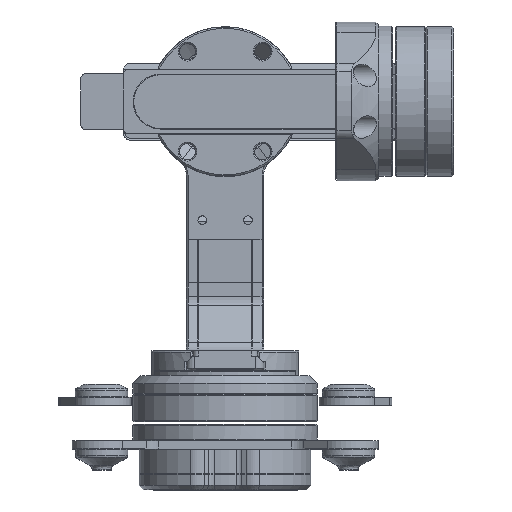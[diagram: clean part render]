
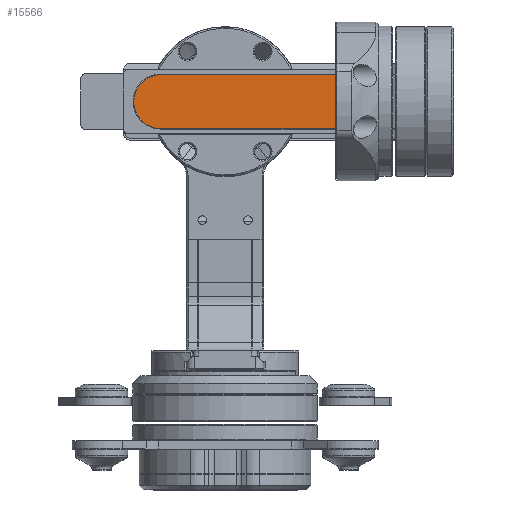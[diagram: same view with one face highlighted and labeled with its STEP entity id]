
A CAD part, top view. The second image highlights one B-rep face of the part: STEP entity #15566.
In plain terms, the highlighted face is planar.
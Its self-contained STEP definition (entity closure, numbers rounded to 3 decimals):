
#1482 = CARTESIAN_POINT ( 'NONE',  ( -52.252, -21.874, -30.822 ) ) ;
#2004 = DIRECTION ( 'NONE',  ( 1., 0., 0. ) ) ;
#2623 = ORIENTED_EDGE ( 'NONE', *, *, #30176, .F. ) ;
#3584 = DIRECTION ( 'NONE',  ( 0., -1., 0. ) ) ;
#3886 = CIRCLE ( 'NONE', #16980, 5. ) ;
#4099 = PLANE ( 'NONE',  #23444 ) ;
#4702 = CARTESIAN_POINT ( 'NONE',  ( -7.305, -21.874, -53.722 ) ) ;
#7484 = CARTESIAN_POINT ( 'NONE',  ( -17.305, -21.874, -11.822 ) ) ;
#11111 = VERTEX_POINT ( 'NONE', #4702 ) ;
#11761 = ORIENTED_EDGE ( 'NONE', *, *, #19342, .F. ) ;
#12137 = LINE ( 'NONE', #31647, #27888 ) ;
#12203 = VECTOR ( 'NONE', #24027, 1000. ) ;
#13562 = DIRECTION ( 'NONE',  ( 0., 0., 1. ) ) ;
#13724 = CARTESIAN_POINT ( 'NONE',  ( -17.305, -21.874, -30.822 ) ) ;
#15482 = ORIENTED_EDGE ( 'NONE', *, *, #23350, .F. ) ;
#15566 = ADVANCED_FACE ( 'NONE', ( #31618 ), #4099, .F. ) ;
#16213 = CARTESIAN_POINT ( 'NONE',  ( -17.305, -21.874, -53.722 ) ) ;
#16980 = AXIS2_PLACEMENT_3D ( 'NONE', #26013, #3584, #13562 ) ;
#17614 = CARTESIAN_POINT ( 'NONE',  ( -7.305, -21.874, -11.822 ) ) ;
#19107 = CARTESIAN_POINT ( 'NONE',  ( -7.305, -21.874, -61.122 ) ) ;
#19342 = EDGE_CURVE ( 'NONE', #23562, #20593, #26168, .T. ) ;
#20593 = VERTEX_POINT ( 'NONE', #16213 ) ;
#21213 = VERTEX_POINT ( 'NONE', #17614 ) ;
#21447 = DIRECTION ( 'NONE',  ( 0., 0., -1. ) ) ;
#21666 = EDGE_CURVE ( 'NONE', #20593, #11111, #12137, .T. ) ;
#22900 = EDGE_LOOP ( 'NONE', ( #2623, #15482, #24755, #11761 ) ) ;
#23350 = EDGE_CURVE ( 'NONE', #11111, #21213, #26983, .T. ) ;
#23444 = AXIS2_PLACEMENT_3D ( 'NONE', #1482, #28992, #21447 ) ;
#23562 = VERTEX_POINT ( 'NONE', #7484 ) ;
#23724 = DIRECTION ( 'NONE',  ( 0., 0., -1. ) ) ;
#24027 = DIRECTION ( 'NONE',  ( 0., 0., 1. ) ) ;
#24755 = ORIENTED_EDGE ( 'NONE', *, *, #21666, .F. ) ;
#26013 = CARTESIAN_POINT ( 'NONE',  ( -12.305, -21.874, -11.822 ) ) ;
#26168 = LINE ( 'NONE', #13724, #27423 ) ;
#26983 = LINE ( 'NONE', #19107, #12203 ) ;
#27423 = VECTOR ( 'NONE', #23724, 1000. ) ;
#27888 = VECTOR ( 'NONE', #2004, 1000. ) ;
#28992 = DIRECTION ( 'NONE',  ( 0., -1., 0. ) ) ;
#30176 = EDGE_CURVE ( 'NONE', #21213, #23562, #3886, .T. ) ;
#31618 = FACE_OUTER_BOUND ( 'NONE', #22900, .T. ) ;
#31647 = CARTESIAN_POINT ( 'NONE',  ( -41.456, -21.874, -53.722 ) ) ;
